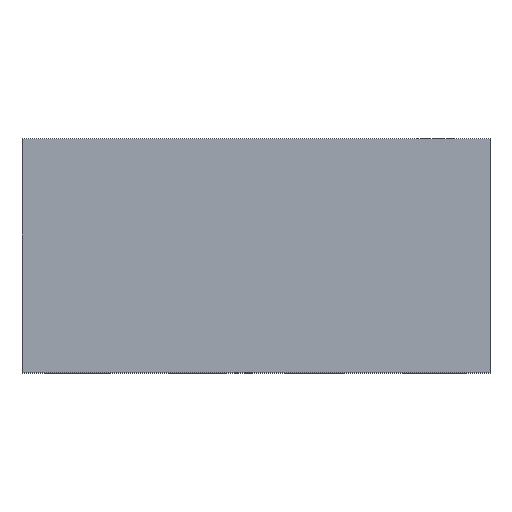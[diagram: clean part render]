
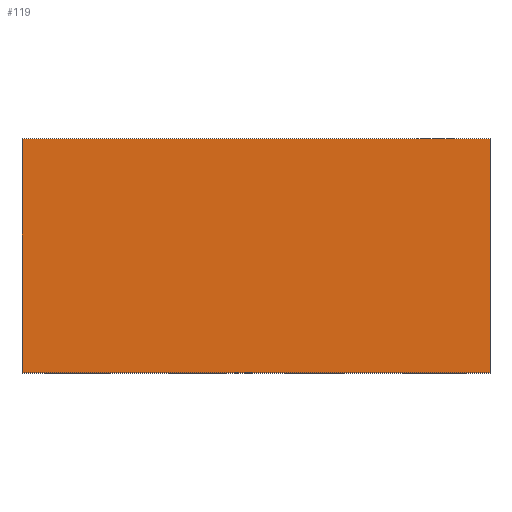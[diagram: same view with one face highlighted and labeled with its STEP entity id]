
A CAD part, top view. The second image highlights one B-rep face of the part: STEP entity #119.
In plain terms, the highlighted planar face has unit normal (0, 0, 1).
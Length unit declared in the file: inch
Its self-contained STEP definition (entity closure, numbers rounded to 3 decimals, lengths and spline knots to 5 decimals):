
#119 = ADVANCED_FACE ( 'NONE', ( #5639 ), #6204, .F. ) ;
#280 = VERTEX_POINT ( 'NONE', #2967 ) ;
#365 = EDGE_CURVE ( 'NONE', #280, #912, #473, .T. ) ;
#370 = EDGE_LOOP ( 'NONE', ( #2867, #6472, #6188, #5018 ) ) ;
#416 = DIRECTION ( 'NONE',  ( 1., 0., 0. ) ) ;
#473 = LINE ( 'NONE', #715, #3099 ) ;
#564 = LINE ( 'NONE', #6059, #1805 ) ;
#715 = CARTESIAN_POINT ( 'NONE',  ( -0.03937, 0.03937, 0.03937 ) ) ;
#912 = VERTEX_POINT ( 'NONE', #3915 ) ;
#1113 = CARTESIAN_POINT ( 'NONE',  ( 0.03937, 0., 0.03937 ) ) ;
#1486 = CARTESIAN_POINT ( 'NONE',  ( 0.03937, 0., 0.03937 ) ) ;
#1500 = LINE ( 'NONE', #1486, #2742 ) ;
#1542 = DIRECTION ( 'NONE',  ( -1., 0., 0. ) ) ;
#1803 = CARTESIAN_POINT ( 'NONE',  ( 0.03937, 0.03937, 0.03937 ) ) ;
#1805 = VECTOR ( 'NONE', #2927, 39.37008 ) ;
#2261 = AXIS2_PLACEMENT_3D ( 'NONE', #5526, #2401, #6044 ) ;
#2401 = DIRECTION ( 'NONE',  ( 0., 0., -1. ) ) ;
#2742 = VECTOR ( 'NONE', #1542, 39.37008 ) ;
#2783 = LINE ( 'NONE', #3046, #3980 ) ;
#2867 = ORIENTED_EDGE ( 'NONE', *, *, #5900, .T. ) ;
#2927 = DIRECTION ( 'NONE',  ( 0., 1., 0. ) ) ;
#2967 = CARTESIAN_POINT ( 'NONE',  ( -0.03937, 0., 0.03937 ) ) ;
#3046 = CARTESIAN_POINT ( 'NONE',  ( 0., 0.03937, 0.03937 ) ) ;
#3099 = VECTOR ( 'NONE', #5429, 39.37008 ) ;
#3826 = EDGE_CURVE ( 'NONE', #4806, #280, #1500, .T. ) ;
#3915 = CARTESIAN_POINT ( 'NONE',  ( -0.03937, 0.03937, 0.03937 ) ) ;
#3980 = VECTOR ( 'NONE', #416, 39.37008 ) ;
#4806 = VERTEX_POINT ( 'NONE', #1113 ) ;
#5018 = ORIENTED_EDGE ( 'NONE', *, *, #3826, .F. ) ;
#5429 = DIRECTION ( 'NONE',  ( 0., 1., 0. ) ) ;
#5526 = CARTESIAN_POINT ( 'NONE',  ( 0.03937, 0.03937, 0.03937 ) ) ;
#5639 = FACE_OUTER_BOUND ( 'NONE', #370, .T. ) ;
#5900 = EDGE_CURVE ( 'NONE', #4806, #6403, #564, .T. ) ;
#6044 = DIRECTION ( 'NONE',  ( -1., 0., 0. ) ) ;
#6059 = CARTESIAN_POINT ( 'NONE',  ( 0.03937, 0.03937, 0.03937 ) ) ;
#6084 = EDGE_CURVE ( 'NONE', #912, #6403, #2783, .T. ) ;
#6188 = ORIENTED_EDGE ( 'NONE', *, *, #365, .F. ) ;
#6204 = PLANE ( 'NONE',  #2261 ) ;
#6403 = VERTEX_POINT ( 'NONE', #1803 ) ;
#6472 = ORIENTED_EDGE ( 'NONE', *, *, #6084, .F. ) ;
